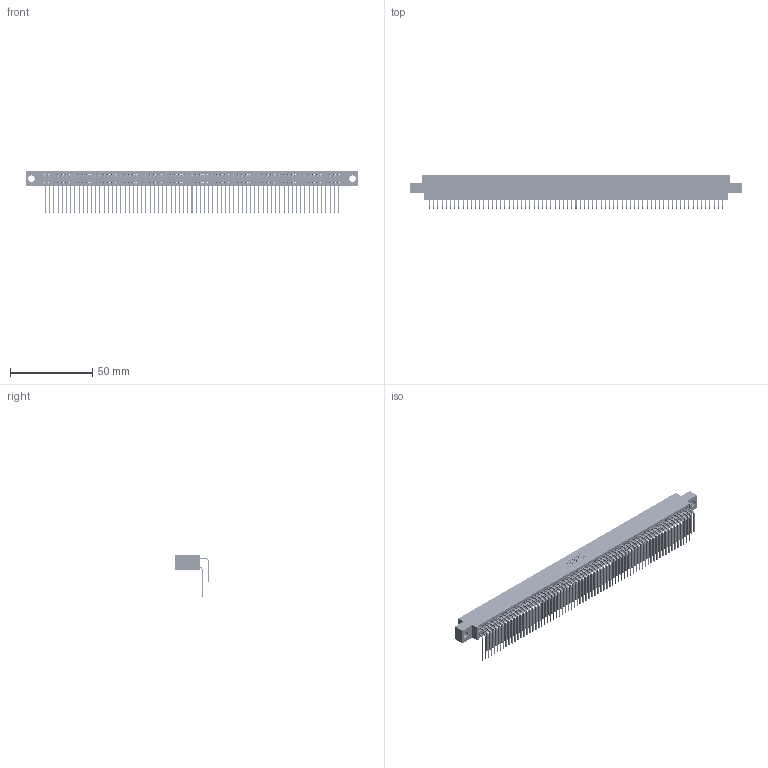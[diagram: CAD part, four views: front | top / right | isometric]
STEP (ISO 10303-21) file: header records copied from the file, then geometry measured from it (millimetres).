
FILE_DESCRIPTION (( 'STEP AP203' ), '1' );
FILE_NAME ('345-142-559-804.STEP', '2021-05-26T02:24:57', ( '' ), ( '' ), 'SwSTEP 2.0', 'SolidWorks 2020', '' );
FILE_SCHEMA (( 'CONFIG_CONTROL_DESIGN' ));
Length unit declared in the file: inch
Products named in the file (4): 345-292-001_559 Tail - 2; 345 Part_0.170 Offset - 0.156 Dia-TI; 345-292-001_558 559 Tail - 1; 345-142-559-804
Assembly tree (143 placements, depth 2):
  345-142-559-804
    345 Part_0.170 Offset - 0.156 Dia-TI
    345-292-001_558 559 Tail - 1  x71
    345-292-001_559 Tail - 2  x71
Bounding box: 201.55 x 20.56 x 25.53 mm (x, y, z)
Volume: 20447.7 mm3; surface area: 34633.8 mm2
Topology: 143 solids, 143 shells, 7528 faces, 22399 edges, 14742 vertices
Faces by surface type: plane 5068, cylinder 2460
Entity records: 54007 total; most frequent: CARTESIAN_POINT 9077, ORIENTED_EDGE 8958, DIRECTION 7939, EDGE_CURVE 4479, VECTOR 4023, LINE 4023, VERTEX_POINT 2982, AXIS2_PLACEMENT_3D 1958
